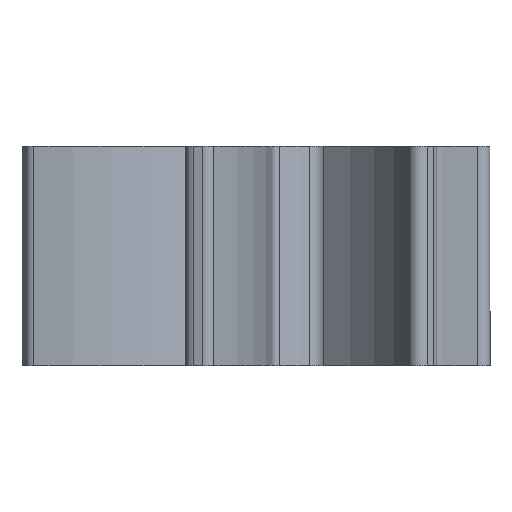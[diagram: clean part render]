
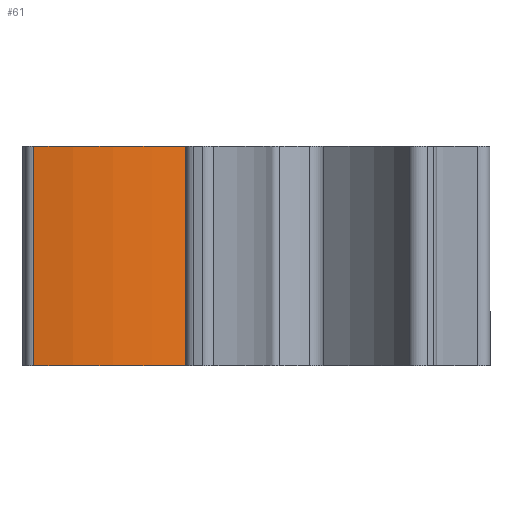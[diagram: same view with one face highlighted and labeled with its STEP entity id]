
A CAD part, front view. The second image highlights one B-rep face of the part: STEP entity #61.
In plain terms, the highlighted cylindrical face has radius 23.407 mm (diameter 46.814 mm), a partial arc.
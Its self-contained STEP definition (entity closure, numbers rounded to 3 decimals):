
#61=ADVANCED_FACE('',(#194),#196,.T.);
#194=FACE_BOUND('',#195,.T.);
#195=EDGE_LOOP('',(#604,#605,#606,#607));
#196=CYLINDRICAL_SURFACE('',#197,23.407);
#197=AXIS2_PLACEMENT_3D('',#198,#199,#200);
#198=CARTESIAN_POINT('',(-16.349,15.848,0.));
#199=DIRECTION('',(0.,0.,1.));
#200=DIRECTION('',(-0.191,-0.982,0.));
#604=ORIENTED_EDGE('',*,*,#874,.T.);
#605=ORIENTED_EDGE('',*,*,#848,.F.);
#606=ORIENTED_EDGE('',*,*,#875,.F.);
#607=ORIENTED_EDGE('',*,*,#757,.T.);
#757=EDGE_CURVE('',#907,#905,#908,.T.);
#848=EDGE_CURVE('',#1087,#1089,#1090,.T.);
#874=EDGE_CURVE('',#905,#1089,#1118,.T.);
#875=EDGE_CURVE('',#907,#1087,#1119,.T.);
#905=VERTEX_POINT('',#1155);
#907=VERTEX_POINT('',#1160);
#908=CIRCLE('',#1161,23.407);
#1087=VERTEX_POINT('',#1610);
#1089=VERTEX_POINT('',#1615);
#1090=CIRCLE('',#1616,23.407);
#1118=LINE('',#1700,#1701);
#1119=LINE('',#1703,#1704);
#1155=CARTESIAN_POINT('',(-6.064,-5.178,0.));
#1160=CARTESIAN_POINT('',(-20.213,-7.238,0.));
#1161=AXIS2_PLACEMENT_3D('',#1162,#1163,#1164);
#1162=CARTESIAN_POINT('',(-16.349,15.848,0.));
#1163=DIRECTION('',(0.,0.,1.));
#1164=DIRECTION('',(-0.165,-0.986,0.));
#1610=CARTESIAN_POINT('',(-20.213,-7.238,20.));
#1615=CARTESIAN_POINT('',(-6.064,-5.178,20.));
#1616=AXIS2_PLACEMENT_3D('',#1617,#1618,#1619);
#1617=CARTESIAN_POINT('',(-16.349,15.848,20.));
#1618=DIRECTION('',(0.,0.,1.));
#1619=DIRECTION('',(-0.165,-0.986,0.));
#1700=CARTESIAN_POINT('',(-6.064,-5.178,0.));
#1701=VECTOR('',#1702,1.);
#1702=DIRECTION('',(0.,0.,1.));
#1703=CARTESIAN_POINT('',(-20.213,-7.238,0.));
#1704=VECTOR('',#1705,1.);
#1705=DIRECTION('',(0.,0.,1.));
